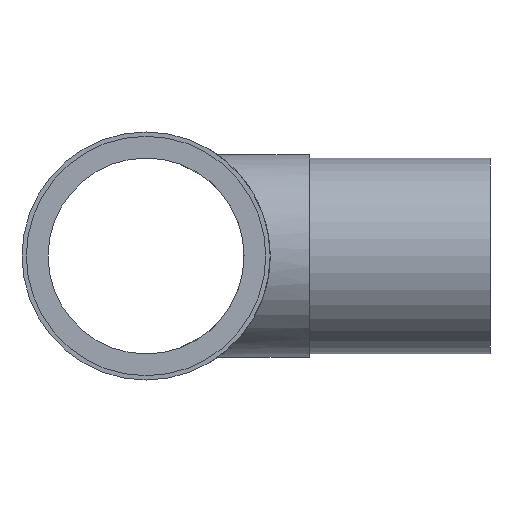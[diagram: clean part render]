
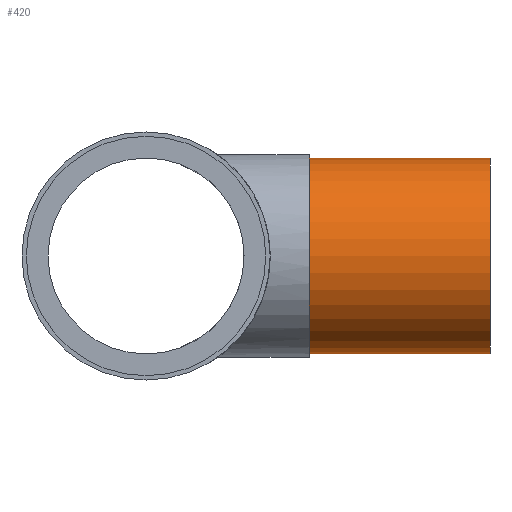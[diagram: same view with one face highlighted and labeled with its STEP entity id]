
A CAD part, front view. The second image highlights one B-rep face of the part: STEP entity #420.
In plain terms, the highlighted cylindrical face has radius 45 mm (diameter 90 mm), a full revolution.
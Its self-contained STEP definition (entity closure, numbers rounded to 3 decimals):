
#379=CARTESIAN_POINT('',(75.,45.,0.));
#380=VERTEX_POINT('',#379);
#381=CARTESIAN_POINT('',(75.,0.,0.));
#382=DIRECTION('',(1.,0.,0.));
#383=DIRECTION('',(0.,1.,0.));
#384=AXIS2_PLACEMENT_3D('',#381,#382,#383);
#385=CIRCLE('',#384,45.);
#386=EDGE_CURVE('',#380,#380,#385,.T.);
#396=CARTESIAN_POINT('',(158.,45.,0.));
#397=VERTEX_POINT('',#396);
#398=CARTESIAN_POINT('',(158.,0.,0.));
#399=DIRECTION('',(1.,0.,0.));
#400=DIRECTION('',(0.,1.,0.));
#401=AXIS2_PLACEMENT_3D('',#398,#399,#400);
#402=CIRCLE('',#401,45.);
#403=EDGE_CURVE('',#397,#397,#402,.T.);
#404=ORIENTED_EDGE('',*,*,#403,.F.);
#405=CARTESIAN_POINT('',(116.5,45.,0.));
#406=DIRECTION('',(1.,0.,0.));
#407=VECTOR('',#406,45.);
#408=LINE('',#405,#407);
#409=EDGE_CURVE('',#380,#397,#408,.T.);
#410=ORIENTED_EDGE('',*,*,#409,.F.);
#411=ORIENTED_EDGE('',*,*,#386,.T.);
#412=ORIENTED_EDGE('',*,*,#409,.T.);
#413=EDGE_LOOP('',(#404,#410,#411,#412));
#414=FACE_OUTER_BOUND('',#413,.T.);
#415=CARTESIAN_POINT('',(116.5,0.,0.));
#416=DIRECTION('',(1.,0.,0.));
#417=DIRECTION('',(0.,1.,0.));
#418=AXIS2_PLACEMENT_3D('',#415,#416,#417);
#419=CYLINDRICAL_SURFACE('',#418,45.);
#420=ADVANCED_FACE('',(#414),#419,.T.);
